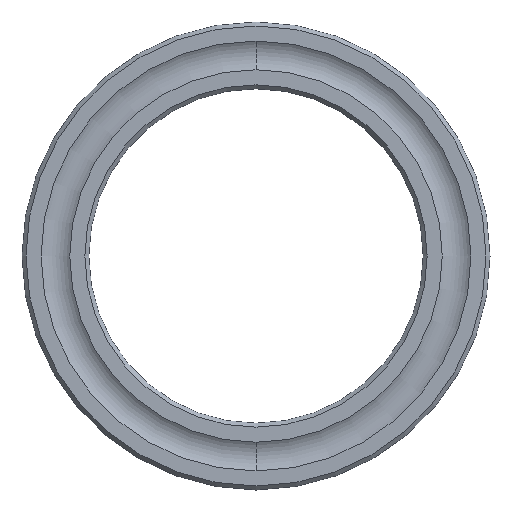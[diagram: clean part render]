
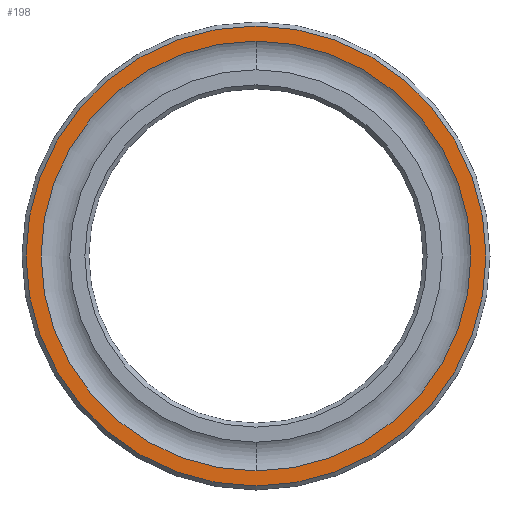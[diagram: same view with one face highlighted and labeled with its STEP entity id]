
A CAD part, front view. The second image highlights one B-rep face of the part: STEP entity #198.
In plain terms, the highlighted planar face has unit normal (0, -1, 0).
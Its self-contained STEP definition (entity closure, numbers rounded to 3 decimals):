
#3 = VERTEX_POINT ( 'NONE', #388 ) ;
#39 = DIRECTION ( 'NONE',  ( 0., -1., 0. ) ) ;
#50 = CARTESIAN_POINT ( 'NONE',  ( 33.272, 9.858, 0. ) ) ;
#53 = PLANE ( 'NONE',  #541 ) ;
#69 = AXIS2_PLACEMENT_3D ( 'NONE', #187, #94, #454 ) ;
#73 = DIRECTION ( 'NONE',  ( 0., -1., 0. ) ) ;
#92 = EDGE_CURVE ( 'NONE', #535, #538, #450, .T. ) ;
#94 = DIRECTION ( 'NONE',  ( 0., -1., 0. ) ) ;
#102 = DIRECTION ( 'NONE',  ( 0., -1., 0. ) ) ;
#114 = EDGE_CURVE ( 'NONE', #538, #535, #256, .T. ) ;
#121 = VERTEX_POINT ( 'NONE', #406 ) ;
#136 = CARTESIAN_POINT ( 'NONE',  ( 0., 9.858, 0. ) ) ;
#148 = DIRECTION ( 'NONE',  ( 1., 0., 0. ) ) ;
#157 = DIRECTION ( 'NONE',  ( 1., 0., 0. ) ) ;
#181 = AXIS2_PLACEMENT_3D ( 'NONE', #456, #410, #228 ) ;
#185 = FACE_BOUND ( 'NONE', #426, .T. ) ;
#187 = CARTESIAN_POINT ( 'NONE',  ( 0., 9.858, 0. ) ) ;
#195 = FACE_OUTER_BOUND ( 'NONE', #509, .T. ) ;
#198 = ADVANCED_FACE ( 'NONE', ( #195, #185 ), #53, .T. ) ;
#220 = EDGE_CURVE ( 'NONE', #121, #3, #347, .T. ) ;
#228 = DIRECTION ( 'NONE',  ( 1., 0., 0. ) ) ;
#256 = CIRCLE ( 'NONE', #69, 32.143 ) ;
#257 = CIRCLE ( 'NONE', #331, 34.4 ) ;
#331 = AXIS2_PLACEMENT_3D ( 'NONE', #471, #73, #157 ) ;
#343 = ORIENTED_EDGE ( 'NONE', *, *, #92, .F. ) ;
#347 = CIRCLE ( 'NONE', #181, 34.4 ) ;
#349 = CARTESIAN_POINT ( 'NONE',  ( 0., 9.858, 32.143 ) ) ;
#350 = DIRECTION ( 'NONE',  ( 1., 0., 0. ) ) ;
#354 = ORIENTED_EDGE ( 'NONE', *, *, #220, .T. ) ;
#362 = ORIENTED_EDGE ( 'NONE', *, *, #114, .F. ) ;
#388 = CARTESIAN_POINT ( 'NONE',  ( 34.4, 9.858, 0. ) ) ;
#406 = CARTESIAN_POINT ( 'NONE',  ( -34.4, 9.858, 0. ) ) ;
#407 = EDGE_CURVE ( 'NONE', #3, #121, #257, .T. ) ;
#410 = DIRECTION ( 'NONE',  ( 0., -1., 0. ) ) ;
#418 = ORIENTED_EDGE ( 'NONE', *, *, #407, .T. ) ;
#426 = EDGE_LOOP ( 'NONE', ( #362, #343 ) ) ;
#450 = CIRCLE ( 'NONE', #531, 32.143 ) ;
#454 = DIRECTION ( 'NONE',  ( 1., 0., 0. ) ) ;
#456 = CARTESIAN_POINT ( 'NONE',  ( 0., 9.858, 0. ) ) ;
#471 = CARTESIAN_POINT ( 'NONE',  ( 0., 9.858, 0. ) ) ;
#509 = EDGE_LOOP ( 'NONE', ( #418, #354 ) ) ;
#531 = AXIS2_PLACEMENT_3D ( 'NONE', #136, #39, #350 ) ;
#535 = VERTEX_POINT ( 'NONE', #349 ) ;
#538 = VERTEX_POINT ( 'NONE', #573 ) ;
#541 = AXIS2_PLACEMENT_3D ( 'NONE', #50, #102, #148 ) ;
#573 = CARTESIAN_POINT ( 'NONE',  ( 0., 9.858, -32.143 ) ) ;
